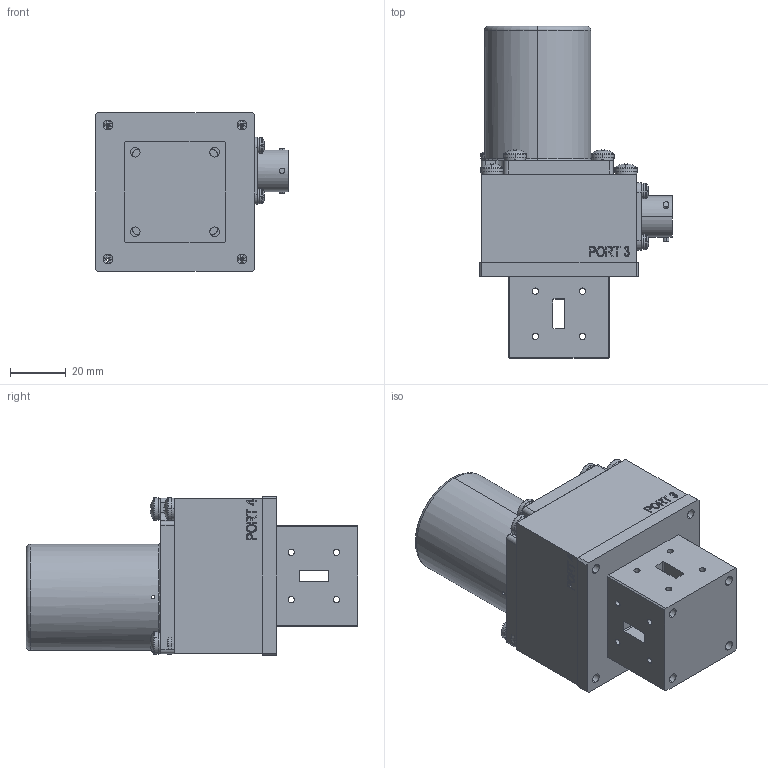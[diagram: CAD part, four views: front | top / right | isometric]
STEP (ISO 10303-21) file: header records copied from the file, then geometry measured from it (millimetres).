
FILE_DESCRIPTION (( 'STEP AP203' ), '1' );
FILE_NAME ('KAPS.STEP', '2016-08-25T17:21:11', ( '' ), ( '' ), 'SwSTEP 2.0', 'SolidWorks 2016', '' );
FILE_SCHEMA (( 'CONFIG_CONTROL_DESIGN' ));
Length unit declared in the file: inch
Products named in the file (1): KAPS
Bounding box: 69.44 x 119.46 x 57.15 mm (x, y, z)
Surface area: 35638.9 mm2 (no closed solid volume)
Topology: 0 solids, 33 shells, 553 faces, 1849 edges, 1309 vertices
Faces by surface type: plane 289, cylinder 151, bspline 48, torus 41, sphere 24
Entity records: 24820 total; most frequent: CARTESIAN_POINT 8982, DIRECTION 3259, ORIENTED_EDGE 2914, EDGE_CURVE 1849, VERTEX_POINT 1309, AXIS2_PLACEMENT_3D 1168, VECTOR 923, LINE 923
